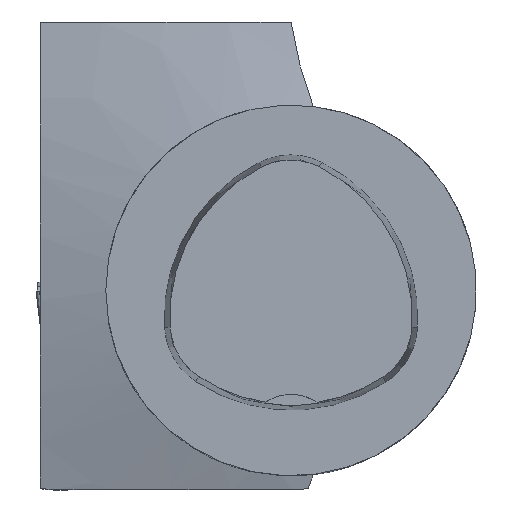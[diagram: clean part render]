
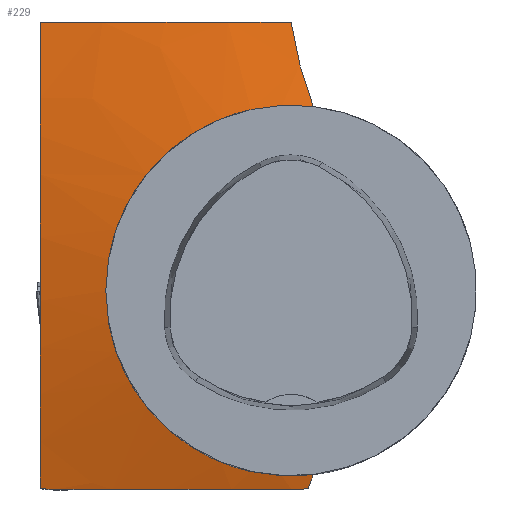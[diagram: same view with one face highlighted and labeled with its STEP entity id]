
A CAD part, top view. The second image highlights one B-rep face of the part: STEP entity #229.
In plain terms, the highlighted conical face has half-angle 75 degrees and reference radius 16 mm.
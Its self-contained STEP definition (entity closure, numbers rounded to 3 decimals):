
#81=CONICAL_SURFACE('',#1889,16.,75.);
#163=CIRCLE('',#1887,17.15);
#164=CIRCLE('',#1888,16.);
#229=ADVANCED_FACE('CAPTO_TURNED_BLANK_CONE',(#386),#81,.T.);
#386=FACE_OUTER_BOUND('',#476,.T.);
#476=EDGE_LOOP('',(#763,#764,#765,#766,#767,#768,#769,#770));
#763=ORIENTED_EDGE('',*,*,#1318,.T.);
#764=ORIENTED_EDGE('',*,*,#1314,.T.);
#765=ORIENTED_EDGE('',*,*,#1291,.T.);
#766=ORIENTED_EDGE('',*,*,#1319,.F.);
#767=ORIENTED_EDGE('',*,*,#1320,.F.);
#768=ORIENTED_EDGE('',*,*,#1321,.F.);
#769=ORIENTED_EDGE('',*,*,#1322,.T.);
#770=ORIENTED_EDGE('',*,*,#1323,.F.);
#1101=VERTEX_POINT('',#2967);
#1102=VERTEX_POINT('',#2976);
#1119=VERTEX_POINT('',#3029);
#1122=VERTEX_POINT('',#3040);
#1123=VERTEX_POINT('',#3045);
#1124=VERTEX_POINT('',#3050);
#1125=VERTEX_POINT('',#3052);
#1126=VERTEX_POINT('',#3057);
#1291=EDGE_CURVE('',#1102,#1101,#1775,.T.);
#1314=EDGE_CURVE('',#1119,#1102,#1777,.T.);
#1318=EDGE_CURVE('',#1122,#1119,#1778,.T.);
#1319=EDGE_CURVE('',#1123,#1101,#1779,.T.);
#1320=EDGE_CURVE('',#1124,#1123,#1780,.T.);
#1321=EDGE_CURVE('',#1125,#1124,#163,.T.);
#1322=EDGE_CURVE('',#1125,#1126,#1781,.T.);
#1323=EDGE_CURVE('',#1122,#1126,#164,.T.);
#1775=B_SPLINE_CURVE_WITH_KNOTS('',3,(#2968,#2969,#2970,#2971,#2972,#2973,
#2974,#2975),.UNSPECIFIED.,.F.,.F.,(4,2,2,4),(0.,0.5,0.75,1.),
 .UNSPECIFIED.);
#1777=B_SPLINE_CURVE_WITH_KNOTS('',3,(#3025,#3026,#3027,#3028),
 .UNSPECIFIED.,.F.,.F.,(4,4),(0.,1.),.UNSPECIFIED.);
#1778=B_SPLINE_CURVE_WITH_KNOTS('',3,(#3036,#3037,#3038,#3039),
 .UNSPECIFIED.,.F.,.F.,(4,4),(0.,1.),.UNSPECIFIED.);
#1779=B_SPLINE_CURVE_WITH_KNOTS('',3,(#3041,#3042,#3043,#3044),
 .UNSPECIFIED.,.F.,.F.,(4,4),(0.,1.),.UNSPECIFIED.);
#1780=B_SPLINE_CURVE_WITH_KNOTS('',3,(#3046,#3047,#3048,#3049),
 .UNSPECIFIED.,.F.,.F.,(4,4),(0.,1.),.UNSPECIFIED.);
#1781=B_SPLINE_CURVE_WITH_KNOTS('',3,(#3053,#3054,#3055,#3056),
 .UNSPECIFIED.,.F.,.F.,(4,4),(0.,1.),.UNSPECIFIED.);
#1887=AXIS2_PLACEMENT_3D('',#3051,#2193,#2194);
#1888=AXIS2_PLACEMENT_3D('',#3058,#2195,#2196);
#1889=AXIS2_PLACEMENT_3D('',#3059,#2197,#2198);
#2193=DIRECTION('',(0.,0.,-1.));
#2194=DIRECTION('',(0.,-1.,0.));
#2195=DIRECTION('',(0.,0.,1.));
#2196=DIRECTION('',(0.,1.,0.));
#2197=DIRECTION('',(0.,0.,-1.));
#2198=DIRECTION('',(0.,-1.,0.));
#2967=CARTESIAN_POINT('',(-21.675,-17.034,-19.02));
#2968=CARTESIAN_POINT('',(-21.675,23.205,-20.142));
#2969=CARTESIAN_POINT('',(-21.675,16.675,-18.863));
#2970=CARTESIAN_POINT('',(-21.675,10.101,-17.787));
#2971=CARTESIAN_POINT('',(-21.675,-0.028,-17.372));
#2972=CARTESIAN_POINT('',(-21.675,-3.465,-17.451));
#2973=CARTESIAN_POINT('',(-21.675,-10.272,-18.001));
#2974=CARTESIAN_POINT('',(-21.675,-13.664,-18.462));
#2975=CARTESIAN_POINT('',(-21.675,-17.034,-19.02));
#2976=CARTESIAN_POINT('',(-21.675,23.205,-20.142));
#3025=CARTESIAN_POINT('',(-0.002,23.205,-17.851));
#3026=CARTESIAN_POINT('',(-7.309,23.205,-17.851));
#3027=CARTESIAN_POINT('',(-14.513,23.205,-18.832));
#3028=CARTESIAN_POINT('',(-21.675,23.205,-20.142));
#3029=CARTESIAN_POINT('',(-0.002,23.205,-17.851));
#3036=CARTESIAN_POINT('',(1.912,15.885,-15.921));
#3037=CARTESIAN_POINT('',(0.961,18.246,-16.518));
#3038=CARTESIAN_POINT('',(0.411,20.708,-17.182));
#3039=CARTESIAN_POINT('',(-0.002,23.205,-17.851));
#3040=CARTESIAN_POINT('',(1.912,15.885,-15.921));
#3041=CARTESIAN_POINT('',(-20.5,-17.15,-18.795));
#3042=CARTESIAN_POINT('',(-20.897,-17.15,-18.877));
#3043=CARTESIAN_POINT('',(-21.289,-17.111,-18.952));
#3044=CARTESIAN_POINT('',(-21.675,-17.034,-19.02));
#3045=CARTESIAN_POINT('',(-20.5,-17.15,-18.795));
#3046=CARTESIAN_POINT('',(0.,-17.15,-16.229));
#3047=CARTESIAN_POINT('',(-6.893,-17.15,-16.229));
#3048=CARTESIAN_POINT('',(-13.738,-17.15,-17.406));
#3049=CARTESIAN_POINT('',(-20.5,-17.15,-18.795));
#3050=CARTESIAN_POINT('',(0.,-17.15,-16.229));
#3051=CARTESIAN_POINT('',(0.,0.,-16.229));
#3052=CARTESIAN_POINT('',(1.467,-17.087,-16.229));
#3053=CARTESIAN_POINT('',(1.467,-17.087,-16.229));
#3054=CARTESIAN_POINT('',(1.604,-16.684,-16.124));
#3055=CARTESIAN_POINT('',(1.752,-16.283,-16.021));
#3056=CARTESIAN_POINT('',(1.912,-15.885,-15.921));
#3057=CARTESIAN_POINT('',(1.912,-15.885,-15.921));
#3058=CARTESIAN_POINT('',(0.,0.,-15.921));
#3059=CARTESIAN_POINT('',(0.,0.,-15.921));
